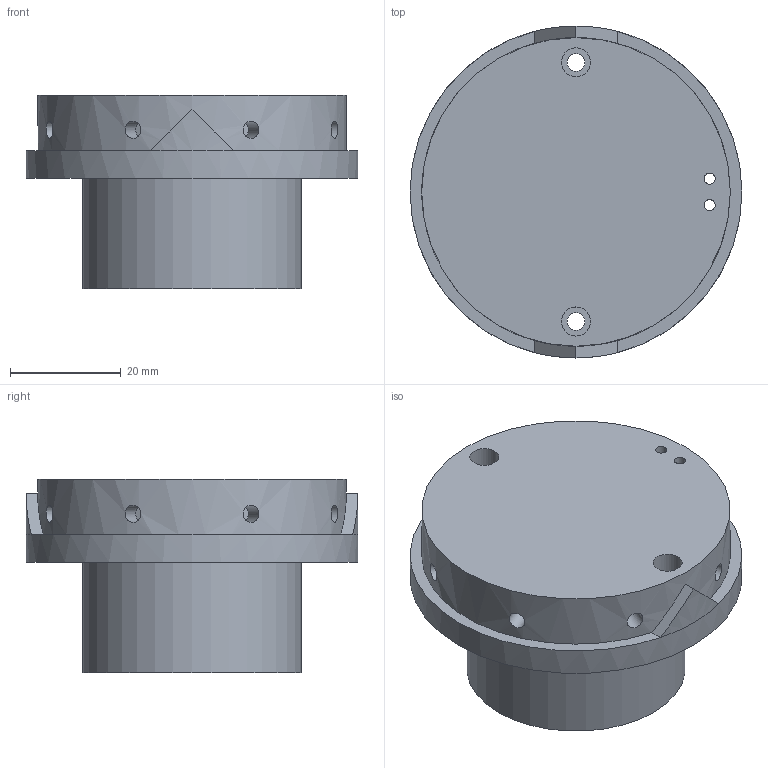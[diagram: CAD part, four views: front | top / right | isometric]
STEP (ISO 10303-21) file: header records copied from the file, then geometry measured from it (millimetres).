
FILE_DESCRIPTION(('FreeCAD Model'),'2;1');
FILE_NAME('Open CASCADE Shape Model','2025-10-16T17:02:43',(''),(''), 'Open CASCADE STEP processor 7.8','FreeCAD','Unknown');
FILE_SCHEMA(('AUTOMOTIVE_DESIGN { 1 0 10303 214 1 1 1 1 }'));
Length unit declared in the file: millimetre
Products named in the file (1): Body
Bounding box: 60 x 60 x 35 mm (x, y, z)
Volume: 61473 mm3; surface area: 12352 mm2
Topology: 1 solids, 1 shells, 53 faces, 122 edges, 86 vertices
Faces by surface type: plane 27, cylinder 26
Full cylindrical faces by diameter (mm): 2 x2, 3.1 x8, 3.2 x2, 4.8 x1, 5.25 x2, 7 x2, 39.56 x1, 55.8 x1, 60 x1
Entity records: 2568 total; most frequent: CARTESIAN_POINT 1294, DIRECTION 262, ORIENTED_EDGE 244, EDGE_CURVE 122, AXIS2_PLACEMENT_3D 110, VERTEX_POINT 86, FACE_BOUND 76, EDGE_LOOP 76
